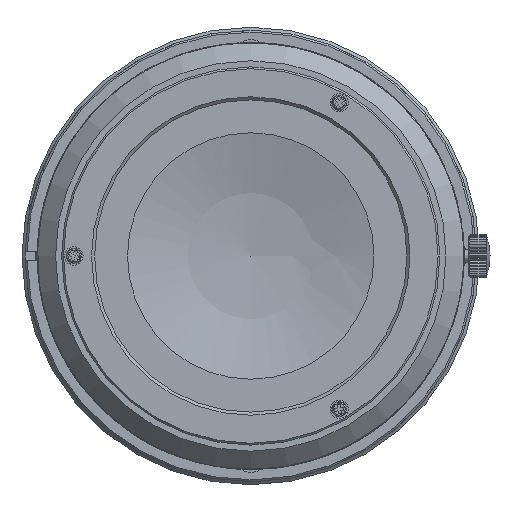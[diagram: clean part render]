
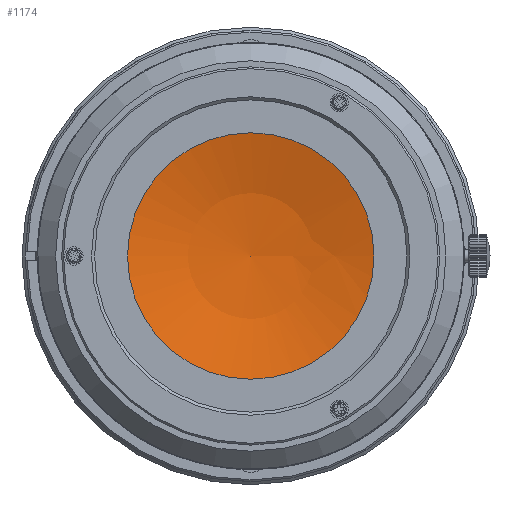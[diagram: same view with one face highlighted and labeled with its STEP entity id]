
A CAD part, left-side view. The second image highlights one B-rep face of the part: STEP entity #1174.
In plain terms, the highlighted spherical face has radius 70.772 mm.
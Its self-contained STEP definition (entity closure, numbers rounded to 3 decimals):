
#150=SPHERICAL_SURFACE('',#12008,70.773);
#672=FACE_OUTER_BOUND('',#3753,.T.);
#1174=ADVANCED_FACE('',(#672),#150,.F.);
#2559=CIRCLE('',#11910,20.387);
#3753=EDGE_LOOP('',(#6226));
#6226=ORIENTED_EDGE('',*,*,#9768,.F.);
#8217=VERTEX_POINT('',#19969);
#9768=EDGE_CURVE('',#8217,#8217,#2559,.T.);
#11910=AXIS2_PLACEMENT_3D('',#19968,#13427,#13428);
#12008=AXIS2_PLACEMENT_3D('',#20275,#13731,#13732);
#13427=DIRECTION('',(1.,0.,0.));
#13428=DIRECTION('',(0.,0.,-1.));
#13731=DIRECTION('',(1.,0.,0.));
#13732=DIRECTION('',(0.,-1.,0.));
#19968=CARTESIAN_POINT('',(-186.855,0.,0.));
#19969=CARTESIAN_POINT('',(-186.855,0.,-20.387));
#20275=CARTESIAN_POINT('',(-254.627,0.,0.));
